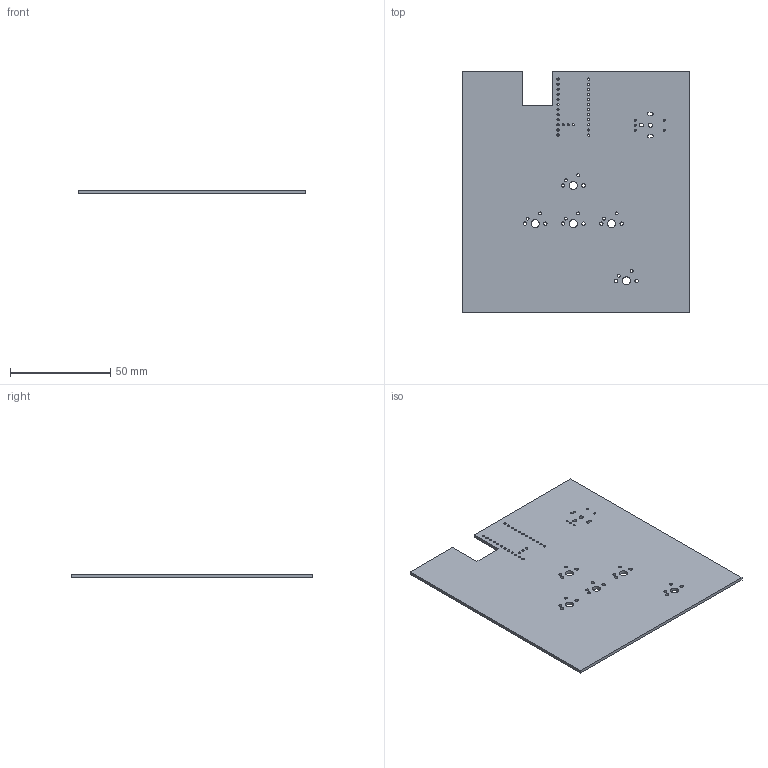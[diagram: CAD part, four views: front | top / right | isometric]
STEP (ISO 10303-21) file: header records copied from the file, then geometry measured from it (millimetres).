
FILE_DESCRIPTION(/* description */ ('KiCad electronic assembly'),/* implementation_level */ '2;1');
FILE_NAME(/* name */ 'DuoPad PCB.step',/* time_stamp */ '2025-07-16T20:39:08+01:00',/* author */ (''),/* organization */ (''),/* preprocessor_version */ 'ST-DEVELOPER v20.1',/* originating_system */ 'Autodesk Translation Framework v14.10.0.0',/* authorisation */ '');
FILE_SCHEMA (('AUTOMOTIVE_DESIGN { 1 0 10303 214 3 1 1 }'));
Length unit declared in the file: millimetre
Products named in the file (2): DuoPad 1; DuoPad_PCB
Assembly tree (1 placements, depth 2):
  DuoPad 1
    DuoPad_PCB
Bounding box: 113.7 x 120.7 x 1.51 mm (x, y, z)
Volume: 20103.6 mm3; surface area: 27838.7 mm2
Topology: 1 solids, 1 shells, 80 faces, 234 edges, 156 vertices
Faces by surface type: cylinder 64, plane 16
Full cylindrical faces by diameter (mm): 1 x5, 1.092 x27, 1.5 x10, 1.7 x10, 2.1 x1, 4 x5
Entity records: 3030 total; most frequent: DIRECTION 528, CARTESIAN_POINT 473, ORIENTED_EDGE 468, EDGE_CURVE 234, AXIS2_PLACEMENT_3D 211, EDGE_LOOP 202, VERTEX_POINT 156, CIRCLE 128
